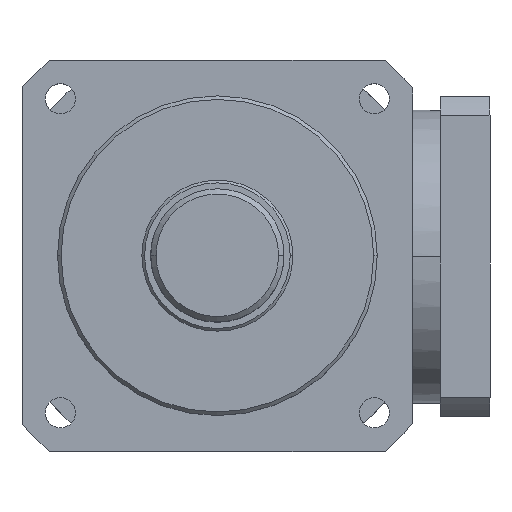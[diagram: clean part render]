
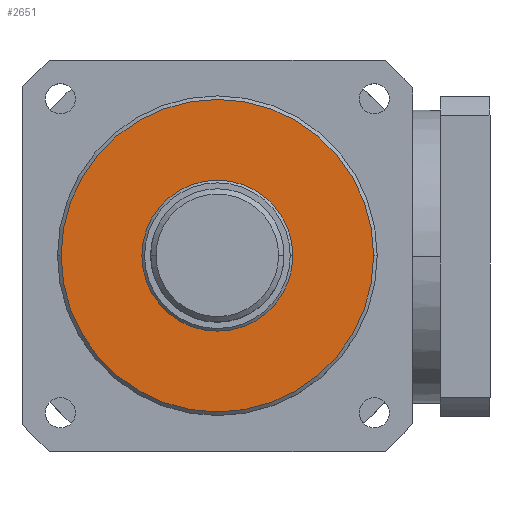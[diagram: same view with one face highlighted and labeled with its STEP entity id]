
A CAD part, top view. The second image highlights one B-rep face of the part: STEP entity #2651.
In plain terms, the highlighted planar face has unit normal (0, 0, 1).
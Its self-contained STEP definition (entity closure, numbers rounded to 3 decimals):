
#285 = DIRECTION ( 'NONE',  ( 0., 0., 1. ) ) ;
#327 = ORIENTED_EDGE ( 'NONE', *, *, #1991, .F. ) ;
#359 = DIRECTION ( 'NONE',  ( 1., 0., 0. ) ) ;
#380 = CIRCLE ( 'NONE', #801, 42.5 ) ;
#801 = AXIS2_PLACEMENT_3D ( 'NONE', #4531, #2481, #359 ) ;
#804 = VERTEX_POINT ( 'NONE', #4282 ) ;
#927 = EDGE_LOOP ( 'NONE', ( #327, #2985 ) ) ;
#952 = DIRECTION ( 'NONE',  ( 0., 0., 1. ) ) ;
#1075 = PLANE ( 'NONE',  #4162 ) ;
#1254 = AXIS2_PLACEMENT_3D ( 'NONE', #2069, #4480, #2425 ) ;
#1433 = DIRECTION ( 'NONE',  ( 1., 0., 0. ) ) ;
#1453 = CARTESIAN_POINT ( 'NONE',  ( 314.144, 194.375, 155. ) ) ;
#1465 = FACE_OUTER_BOUND ( 'NONE', #3880, .T. ) ;
#1755 = CARTESIAN_POINT ( 'NONE',  ( 359.644, 194.375, 155. ) ) ;
#1937 = VERTEX_POINT ( 'NONE', #3141 ) ;
#1991 = EDGE_CURVE ( 'NONE', #3807, #804, #380, .T. ) ;
#2069 = CARTESIAN_POINT ( 'NONE',  ( 402.144, 194.375, 155. ) ) ;
#2178 = VERTEX_POINT ( 'NONE', #1453 ) ;
#2312 = CIRCLE ( 'NONE', #1254, 88. ) ;
#2405 = CARTESIAN_POINT ( 'NONE',  ( 402.144, 194.375, 155. ) ) ;
#2425 = DIRECTION ( 'NONE',  ( 1., 0., 0. ) ) ;
#2481 = DIRECTION ( 'NONE',  ( 0., 0., 1. ) ) ;
#2503 = CARTESIAN_POINT ( 'NONE',  ( 402.144, 194.375, 155. ) ) ;
#2651 = ADVANCED_FACE ( 'NONE', ( #1465, #4151 ), #1075, .T. ) ;
#2682 = EDGE_CURVE ( 'NONE', #2178, #1937, #4043, .T. ) ;
#2713 = ORIENTED_EDGE ( 'NONE', *, *, #2738, .T. ) ;
#2738 = EDGE_CURVE ( 'NONE', #1937, #2178, #2312, .T. ) ;
#2756 = AXIS2_PLACEMENT_3D ( 'NONE', #2405, #285, #2760 ) ;
#2760 = DIRECTION ( 'NONE',  ( 1., 0., 0. ) ) ;
#2943 = ORIENTED_EDGE ( 'NONE', *, *, #2682, .T. ) ;
#2985 = ORIENTED_EDGE ( 'NONE', *, *, #3289, .F. ) ;
#3083 = CARTESIAN_POINT ( 'NONE',  ( 402.144, 194.375, 155. ) ) ;
#3141 = CARTESIAN_POINT ( 'NONE',  ( 490.144, 194.375, 155. ) ) ;
#3289 = EDGE_CURVE ( 'NONE', #804, #3807, #4494, .T. ) ;
#3447 = DIRECTION ( 'NONE',  ( 1., 0., 0. ) ) ;
#3568 = DIRECTION ( 'NONE',  ( 0., 0., 1. ) ) ;
#3807 = VERTEX_POINT ( 'NONE', #1755 ) ;
#3880 = EDGE_LOOP ( 'NONE', ( #2943, #2713 ) ) ;
#4043 = CIRCLE ( 'NONE', #4379, 88. ) ;
#4151 = FACE_BOUND ( 'NONE', #927, .T. ) ;
#4162 = AXIS2_PLACEMENT_3D ( 'NONE', #2503, #3568, #1433 ) ;
#4282 = CARTESIAN_POINT ( 'NONE',  ( 444.644, 194.375, 155. ) ) ;
#4379 = AXIS2_PLACEMENT_3D ( 'NONE', #3083, #952, #3447 ) ;
#4480 = DIRECTION ( 'NONE',  ( 0., 0., 1. ) ) ;
#4494 = CIRCLE ( 'NONE', #2756, 42.5 ) ;
#4531 = CARTESIAN_POINT ( 'NONE',  ( 402.144, 194.375, 155. ) ) ;
